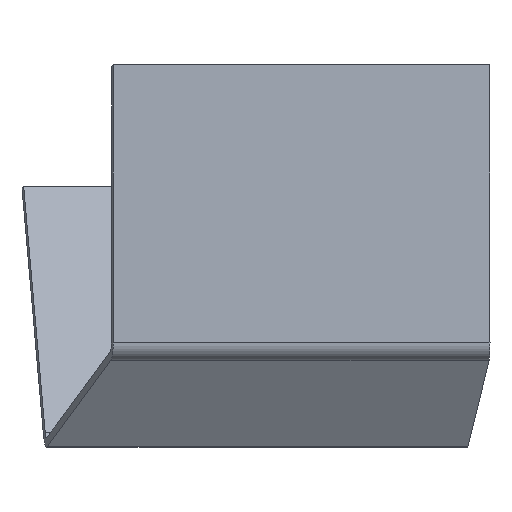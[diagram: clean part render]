
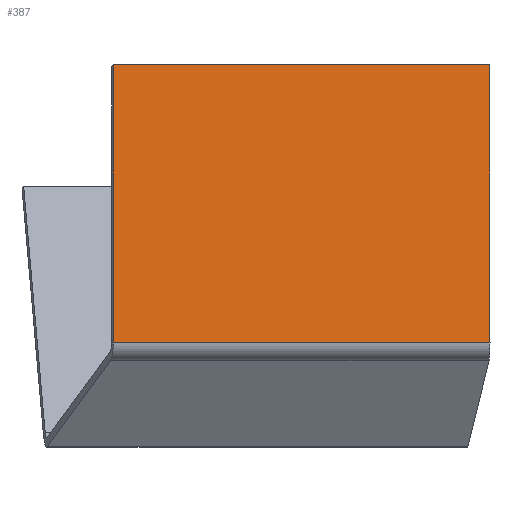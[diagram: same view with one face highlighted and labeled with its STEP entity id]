
A CAD part, left-side view. The second image highlights one B-rep face of the part: STEP entity #387.
In plain terms, the highlighted planar face has unit normal (-0.993, -0.116, 0).
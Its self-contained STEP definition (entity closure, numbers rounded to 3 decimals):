
#43 = PLANE('',#44);
#44 = AXIS2_PLACEMENT_3D('',#45,#46,#47);
#45 = CARTESIAN_POINT('',(1.736,-9.848,0.));
#46 = DIRECTION('',(0.174,-0.985,0.));
#47 = DIRECTION('',(0.,0.,-1.));
#95 = PLANE('',#96);
#96 = AXIS2_PLACEMENT_3D('',#97,#98,#99);
#97 = CARTESIAN_POINT('',(-0.069,1.191,0.));
#98 = DIRECTION('',(0.058,-0.998,0.));
#99 = DIRECTION('',(0.,0.,-1.));
#284 = CYLINDRICAL_SURFACE('',#285,48.);
#285 = AXIS2_PLACEMENT_3D('',#286,#287,#288);
#286 = CARTESIAN_POINT('',(8584.266,504.084,
    5308.468));
#287 = DIRECTION('',(-0.116,0.993,0.));
#288 = DIRECTION('',(-0.229,-0.027,-0.973
    ));
#300 = VERTEX_POINT('',#301);
#301 = CARTESIAN_POINT('',(8536.604,498.396,
    5308.468));
#330 = EDGE_CURVE('',#300,#331,#333,.T.);
#331 = VERTEX_POINT('',#332);
#332 = CARTESIAN_POINT('',(8422.461,1474.953,
    5308.468));
#333 = SURFACE_CURVE('',#334,(#338,#345),.PCURVE_S1.);
#334 = LINE('',#335,#336);
#335 = CARTESIAN_POINT('',(8536.591,498.511,
    5308.468));
#336 = VECTOR('',#337,1.);
#337 = DIRECTION('',(-0.116,0.993,0.));
#338 = PCURVE('',#284,#339);
#339 = DEFINITIONAL_REPRESENTATION('',(#340),#344);
#340 = LINE('',#341,#342);
#341 = CARTESIAN_POINT('',(1.338,0.));
#342 = VECTOR('',#343,1.);
#343 = DIRECTION('',(0.,1.));
#344 = ( GEOMETRIC_REPRESENTATION_CONTEXT(2) 
PARAMETRIC_REPRESENTATION_CONTEXT() REPRESENTATION_CONTEXT('2D SPACE',''
  ) );
#345 = PCURVE('',#346,#351);
#346 = PLANE('',#347);
#347 = AXIS2_PLACEMENT_3D('',#348,#349,#350);
#348 = CARTESIAN_POINT('',(8479.021,991.055,0.));
#349 = DIRECTION('',(0.993,0.116,0.));
#350 = DIRECTION('',(0.,0.,-1.));
#351 = DEFINITIONAL_REPRESENTATION('',(#352),#356);
#352 = LINE('',#353,#354);
#353 = CARTESIAN_POINT('',(-5308.468,-495.897));
#354 = VECTOR('',#355,1.);
#355 = DIRECTION('',(0.,1.));
#356 = ( GEOMETRIC_REPRESENTATION_CONTEXT(2) 
PARAMETRIC_REPRESENTATION_CONTEXT() REPRESENTATION_CONTEXT('2D SPACE',''
  ) );
#387 = ADVANCED_FACE('',(#388),#346,.F.);
#388 = FACE_BOUND('',#389,.F.);
#389 = EDGE_LOOP('',(#390,#411,#412,#433));
#390 = ORIENTED_EDGE('',*,*,#391,.T.);
#391 = EDGE_CURVE('',#392,#300,#394,.T.);
#392 = VERTEX_POINT('',#393);
#393 = CARTESIAN_POINT('',(8536.604,498.396,
    6028.908));
#394 = SURFACE_CURVE('',#395,(#399,#405),.PCURVE_S1.);
#395 = LINE('',#396,#397);
#396 = CARTESIAN_POINT('',(8536.604,498.396,0.));
#397 = VECTOR('',#398,1.);
#398 = DIRECTION('',(0.,0.,-1.));
#399 = PCURVE('',#346,#400);
#400 = DEFINITIONAL_REPRESENTATION('',(#401),#404);
#401 = B_SPLINE_CURVE_WITH_KNOTS('',1,(#402,#403),.UNSPECIFIED.,.F.,.F.,
  (2,2),(-12000000.,12000000.),.PIECEWISE_BEZIER_KNOTS.);
#402 = CARTESIAN_POINT('',(-12000000.,-496.013));
#403 = CARTESIAN_POINT('',(12000000.,-496.013));
#404 = ( GEOMETRIC_REPRESENTATION_CONTEXT(2) 
PARAMETRIC_REPRESENTATION_CONTEXT() REPRESENTATION_CONTEXT('2D SPACE',''
  ) );
#405 = PCURVE('',#95,#406);
#406 = DEFINITIONAL_REPRESENTATION('',(#407),#410);
#407 = B_SPLINE_CURVE_WITH_KNOTS('',1,(#408,#409),.UNSPECIFIED.,.F.,.F.,
  (2,2),(-12000000.,12000000.),.PIECEWISE_BEZIER_KNOTS.);
#408 = CARTESIAN_POINT('',(-12000000.,8551.141));
#409 = CARTESIAN_POINT('',(12000000.,8551.141));
#410 = ( GEOMETRIC_REPRESENTATION_CONTEXT(2) 
PARAMETRIC_REPRESENTATION_CONTEXT() REPRESENTATION_CONTEXT('2D SPACE',''
  ) );
#411 = ORIENTED_EDGE('',*,*,#330,.T.);
#412 = ORIENTED_EDGE('',*,*,#413,.F.);
#413 = EDGE_CURVE('',#414,#331,#416,.T.);
#414 = VERTEX_POINT('',#415);
#415 = CARTESIAN_POINT('',(8422.461,1474.953,
    6028.908));
#416 = SURFACE_CURVE('',#417,(#421,#427),.PCURVE_S1.);
#417 = LINE('',#418,#419);
#418 = CARTESIAN_POINT('',(8422.461,1474.953,0.));
#419 = VECTOR('',#420,1.);
#420 = DIRECTION('',(0.,0.,-1.));
#421 = PCURVE('',#346,#422);
#422 = DEFINITIONAL_REPRESENTATION('',(#423),#426);
#423 = B_SPLINE_CURVE_WITH_KNOTS('',1,(#424,#425),.UNSPECIFIED.,.F.,.F.,
  (2,2),(-12000000.,12000000.),.PIECEWISE_BEZIER_KNOTS.);
#424 = CARTESIAN_POINT('',(-12000000.,487.192));
#425 = CARTESIAN_POINT('',(12000000.,487.192));
#426 = ( GEOMETRIC_REPRESENTATION_CONTEXT(2) 
PARAMETRIC_REPRESENTATION_CONTEXT() REPRESENTATION_CONTEXT('2D SPACE',''
  ) );
#427 = PCURVE('',#43,#428);
#428 = DEFINITIONAL_REPRESENTATION('',(#429),#432);
#429 = B_SPLINE_CURVE_WITH_KNOTS('',1,(#430,#431),.UNSPECIFIED.,.F.,.F.,
  (2,2),(-12000000.,12000000.),.PIECEWISE_BEZIER_KNOTS.);
#430 = CARTESIAN_POINT('',(-12000000.,8550.628));
#431 = CARTESIAN_POINT('',(12000000.,8550.628));
#432 = ( GEOMETRIC_REPRESENTATION_CONTEXT(2) 
PARAMETRIC_REPRESENTATION_CONTEXT() REPRESENTATION_CONTEXT('2D SPACE',''
  ) );
#433 = ORIENTED_EDGE('',*,*,#434,.T.);
#434 = EDGE_CURVE('',#414,#392,#435,.T.);
#435 = SURFACE_CURVE('',#436,(#440,#446),.PCURVE_S1.);
#436 = LINE('',#437,#438);
#437 = CARTESIAN_POINT('',(8479.021,991.055,
    6028.908));
#438 = VECTOR('',#439,1.);
#439 = DIRECTION('',(0.116,-0.993,0.)
  );
#440 = PCURVE('',#346,#441);
#441 = DEFINITIONAL_REPRESENTATION('',(#442),#445);
#442 = B_SPLINE_CURVE_WITH_KNOTS('',1,(#443,#444),.UNSPECIFIED.,.F.,.F.,
  (2,2),(-12000000.,12000000.),
  .PIECEWISE_BEZIER_KNOTS.);
#443 = CARTESIAN_POINT('',(-6029.429,12000000.));
#444 = CARTESIAN_POINT('',(-6028.387,-12000000.));
#445 = ( GEOMETRIC_REPRESENTATION_CONTEXT(2) 
PARAMETRIC_REPRESENTATION_CONTEXT() REPRESENTATION_CONTEXT('2D SPACE',''
  ) );
#446 = PCURVE('',#447,#452);
#447 = PLANE('',#448);
#448 = AXIS2_PLACEMENT_3D('',#449,#450,#451);
#449 = CARTESIAN_POINT('',(1792.573,209.521,
    7622.775));
#450 = DIRECTION('',(0.229,0.027,0.973));
#451 = DIRECTION('',(0.973,0.,-0.229)
  );
#452 = DEFINITIONAL_REPRESENTATION('',(#453),#456);
#453 = B_SPLINE_CURVE_WITH_KNOTS('',1,(#454,#455),.UNSPECIFIED.,.F.,.F.,
  (2,2),(-12000000.,12000000.),
  .PIECEWISE_BEZIER_KNOTS.);
#454 = CARTESIAN_POINT('',(-1349248.655,11923907.746));
#455 = CARTESIAN_POINT('',(1362996.172,-11922344.119));
#456 = ( GEOMETRIC_REPRESENTATION_CONTEXT(2) 
PARAMETRIC_REPRESENTATION_CONTEXT() REPRESENTATION_CONTEXT('2D SPACE',''
  ) );
